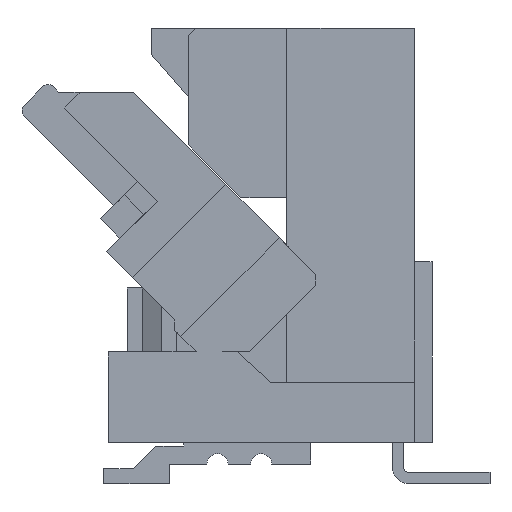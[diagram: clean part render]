
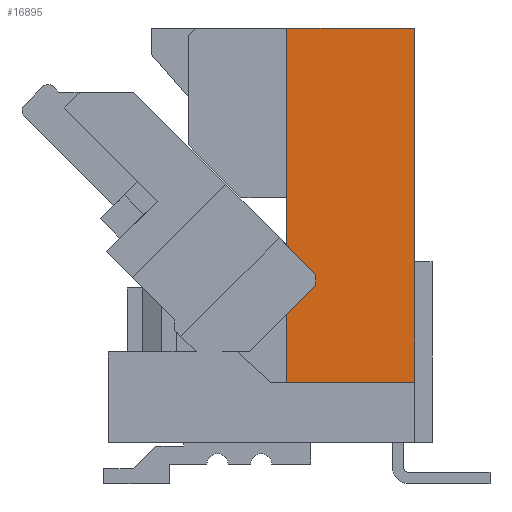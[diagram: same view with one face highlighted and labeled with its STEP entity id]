
A CAD part, left-side view. The second image highlights one B-rep face of the part: STEP entity #16895.
In plain terms, the highlighted planar face has unit normal (-1, 0, 0).
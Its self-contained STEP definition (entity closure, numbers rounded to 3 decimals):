
#414 = VERTEX_POINT('',#415);
#415 = CARTESIAN_POINT('',(-7.1,-0.943,3.164));
#421 = EDGE_CURVE('',#414,#422,#424,.T.);
#422 = VERTEX_POINT('',#423);
#423 = CARTESIAN_POINT('',(-7.1,-0.977,3.131));
#424 = LINE('',#425,#426);
#425 = CARTESIAN_POINT('',(-7.1,-0.943,3.164));
#426 = VECTOR('',#427,1.);
#427 = DIRECTION('',(0.,-0.707,-0.707));
#6117 = VERTEX_POINT('',#6118);
#6118 = CARTESIAN_POINT('',(-7.1,-2.643,1.35));
#6124 = EDGE_CURVE('',#6125,#6117,#6127,.T.);
#6125 = VERTEX_POINT('',#6126);
#6126 = CARTESIAN_POINT('',(-7.1,-2.643,6.05));
#6127 = LINE('',#6128,#6129);
#6128 = CARTESIAN_POINT('',(-7.1,-2.643,6.05));
#6129 = VECTOR('',#6130,1.);
#6130 = DIRECTION('',(0.,0.,-1.));
#10030 = EDGE_CURVE('',#10031,#6125,#10033,.T.);
#10031 = VERTEX_POINT('',#10032);
#10032 = CARTESIAN_POINT('',(-7.1,-0.943,6.05));
#10033 = LINE('',#10034,#10035);
#10034 = CARTESIAN_POINT('',(-7.1,-0.943,6.05));
#10035 = VECTOR('',#10036,1.);
#10036 = DIRECTION('',(0.,-1.,0.));
#10934 = VERTEX_POINT('',#10935);
#10935 = CARTESIAN_POINT('',(-7.1,-0.943,3.097));
#10941 = EDGE_CURVE('',#10934,#10942,#10944,.T.);
#10942 = VERTEX_POINT('',#10943);
#10943 = CARTESIAN_POINT('',(-7.1,-0.943,1.35));
#10944 = LINE('',#10945,#10946);
#10945 = CARTESIAN_POINT('',(-7.1,-0.943,3.097));
#10946 = VECTOR('',#10947,1.);
#10947 = DIRECTION('',(0.,0.,-1.));
#11027 = EDGE_CURVE('',#10031,#414,#11028,.T.);
#11028 = LINE('',#11029,#11030);
#11029 = CARTESIAN_POINT('',(-7.1,-0.943,6.05));
#11030 = VECTOR('',#11031,1.);
#11031 = DIRECTION('',(0.,0.,-1.));
#16875 = EDGE_CURVE('',#10934,#422,#16876,.T.);
#16876 = LINE('',#16877,#16878);
#16877 = CARTESIAN_POINT('',(-7.1,-0.943,3.097));
#16878 = VECTOR('',#16879,1.);
#16879 = DIRECTION('',(0.,-0.707,0.707));
#16895 = ADVANCED_FACE('',(#16896),#16910,.T.);
#16896 = FACE_BOUND('',#16897,.F.);
#16897 = EDGE_LOOP('',(#16898,#16899,#16900,#16901,#16902,#16903,#16909)
  );
#16898 = ORIENTED_EDGE('',*,*,#16875,.T.);
#16899 = ORIENTED_EDGE('',*,*,#421,.F.);
#16900 = ORIENTED_EDGE('',*,*,#11027,.F.);
#16901 = ORIENTED_EDGE('',*,*,#10030,.T.);
#16902 = ORIENTED_EDGE('',*,*,#6124,.T.);
#16903 = ORIENTED_EDGE('',*,*,#16904,.T.);
#16904 = EDGE_CURVE('',#6117,#10942,#16905,.T.);
#16905 = LINE('',#16906,#16907);
#16906 = CARTESIAN_POINT('',(-7.1,-2.643,1.35));
#16907 = VECTOR('',#16908,1.);
#16908 = DIRECTION('',(0.,1.,0.));
#16909 = ORIENTED_EDGE('',*,*,#10941,.F.);
#16910 = PLANE('',#16911);
#16911 = AXIS2_PLACEMENT_3D('',#16912,#16913,#16914);
#16912 = CARTESIAN_POINT('',(-7.1,-0.943,6.05));
#16913 = DIRECTION('',(-1.,0.,0.));
#16914 = DIRECTION('',(0.,-1.,0.));
